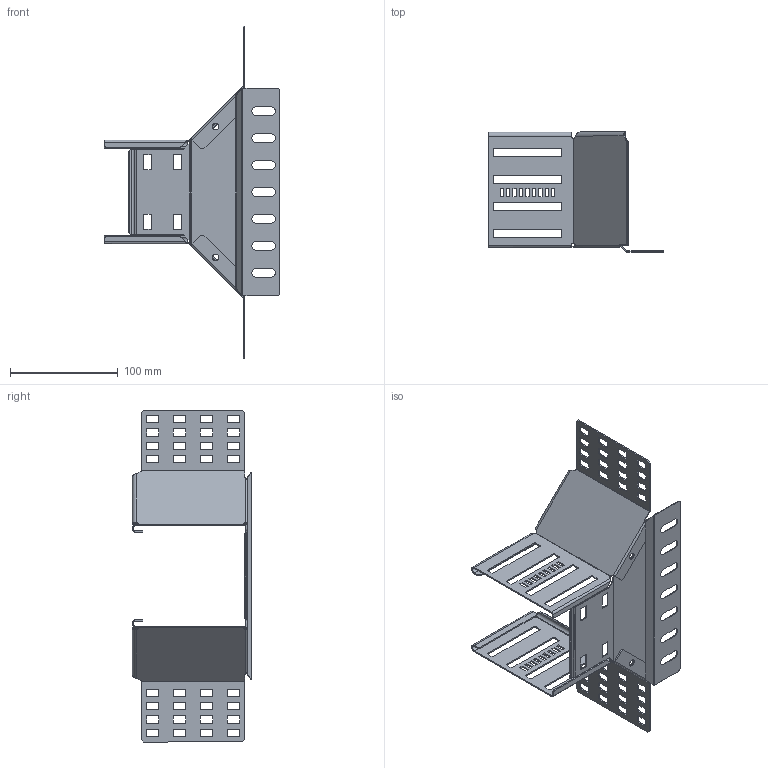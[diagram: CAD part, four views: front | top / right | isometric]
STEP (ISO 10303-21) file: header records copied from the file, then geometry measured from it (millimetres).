
FILE_DESCRIPTION (( 'STEP AP214' ), '1' );
FILE_NAME ('6042151.STEP', '2024-05-24T08:55:46', ( '' ), ( '' ), 'SwSTEP 2.0', 'SolidWorks 2022', '' );
FILE_SCHEMA (( 'AUTOMOTIVE_DESIGN' ));
Length unit declared in the file: millimetre
Products named in the file (4): 180291_110 L; 167752_100; 6042151; 180291_110 R
Assembly tree (3 placements, depth 2):
  6042151
    167752_100
    180291_110 L
    180291_110 R
Bounding box: 163.11 x 111.25 x 308.27 mm (x, y, z)
Volume: 64289.9 mm3; surface area: 122496.2 mm2
Topology: 3 solids, 3 shells, 658 faces, 1828 edges, 1176 vertices
Faces by surface type: plane 382, cylinder 256, bspline 20
Entity records: 24228 total; most frequent: CARTESIAN_POINT 4444, ORIENTED_EDGE 3656, DIRECTION 3494, EDGE_CURVE 1828, LINE 1262, VECTOR 1262, VERTEX_POINT 1176, AXIS2_PLACEMENT_3D 1116
